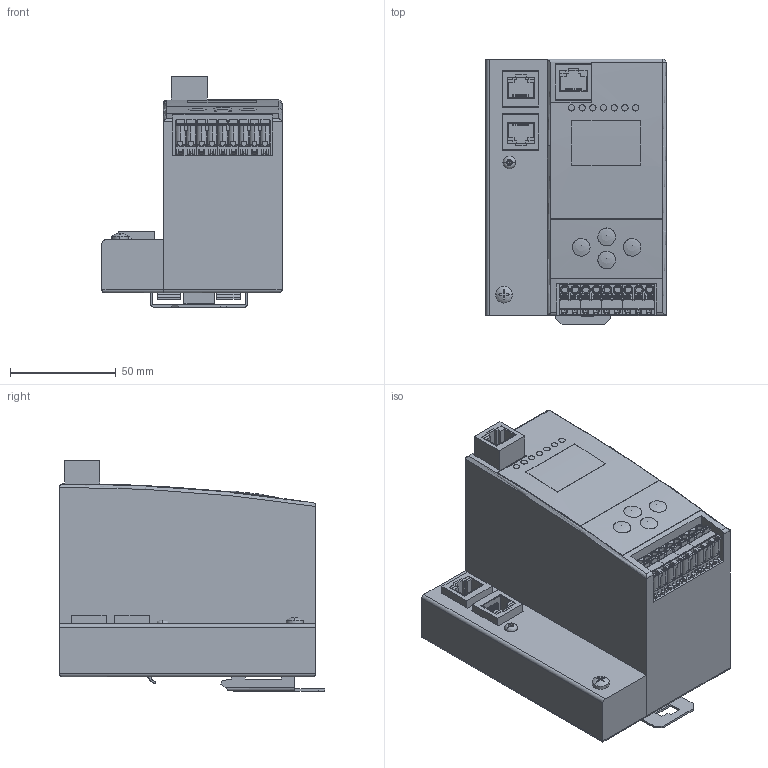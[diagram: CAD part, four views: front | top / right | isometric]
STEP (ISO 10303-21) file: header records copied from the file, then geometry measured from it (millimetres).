
FILE_DESCRIPTION(/* description */ ('Alibre Inc.'),/* implementation_level */ '2;1');
FILE_NAME(/* name */ 'export-3B23394D-49E8-4187-AC0D-535205F47CA2',/* time_stamp */ '2023-07-03T13:05:13+02:00',/* author */ (''),/* organization */ (''),/* preprocessor_version */ 'ST-DEVELOPER v17',/* originating_system */ 'Alibre',/* authorisation */ '');
FILE_SCHEMA (('AUTOMOTIVE_DESIGN'));
Length unit declared in the file: centimetre
Products named in the file (23): ID_1
Bounding box: 85 x 125.49 x 108.65 mm (x, y, z)
Volume: 687771.6 mm3; surface area: 97929.9 mm2
Topology: 27 solids, 96 shells, 2970 faces, 7870 edges, 5169 vertices
Faces by surface type: plane 1945, cylinder 543, bspline 410, cone 42, torus 22, sphere 8
Full cylindrical faces by diameter (mm): 2.459 x1, 3 x7, 3.242 x1
Entity records: 72045 total; most frequent: CARTESIAN_POINT 26416, ORIENTED_EDGE 9926, DIRECTION 7139, EDGE_CURVE 4963, VECTOR 3610, LINE 3610, VERTEX_POINT 3266, AXIS2_PLACEMENT_3D 2372
